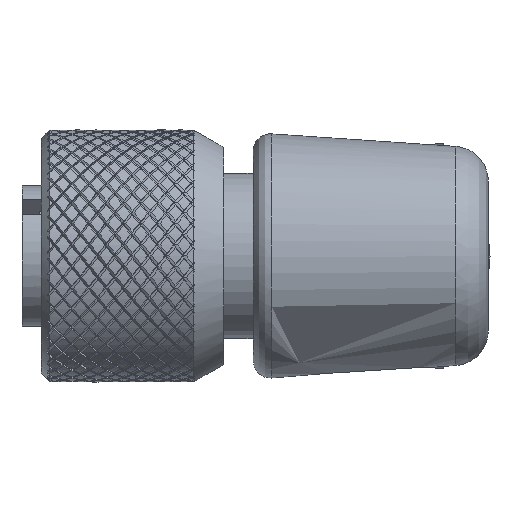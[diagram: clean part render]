
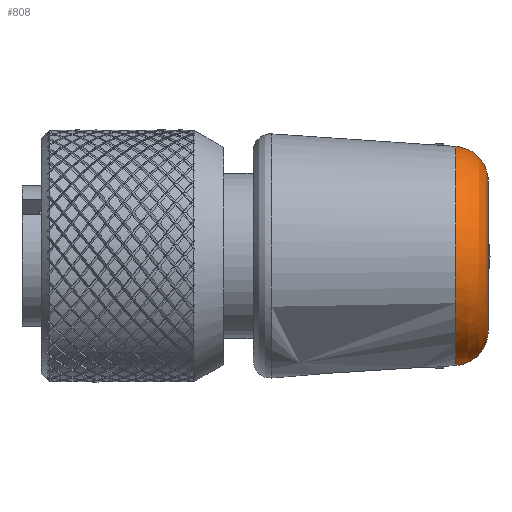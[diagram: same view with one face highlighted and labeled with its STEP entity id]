
A CAD part, top view. The second image highlights one B-rep face of the part: STEP entity #808.
In plain terms, the highlighted free-form (B-spline) face has degree [2, 2] with [3, 9] control points.
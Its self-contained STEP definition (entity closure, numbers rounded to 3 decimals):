
#540=CARTESIAN_POINT('',(13.53,-4.311,0.));
#541=VERTEX_POINT('',#540);
#548=CARTESIAN_POINT('',(11.666,-6.306,0.));
#549=VERTEX_POINT('',#548);
#550=CARTESIAN_POINT('',(13.53,-4.311,0.));
#551=CARTESIAN_POINT('',(13.524,-5.369,0.));
#552=CARTESIAN_POINT('',(12.706,-6.233,0.));
#553=CARTESIAN_POINT('',(11.666,-6.302,0.));
#554=B_SPLINE_CURVE_WITH_KNOTS('',3,(#550,#551,#552,#553),.UNSPECIFIED.,.F.,.U.,(4,4),(0.003,0.959),.UNSPECIFIED.);
#555=EDGE_CURVE('',#541,#549,#554,.T.);
#625=CARTESIAN_POINT('',(11.666,6.307,0.));
#626=VERTEX_POINT('',#625);
#633=CARTESIAN_POINT('',(13.53,4.311,0.));
#634=VERTEX_POINT('',#633);
#635=CARTESIAN_POINT('',(11.666,6.302,0.));
#636=CARTESIAN_POINT('',(12.707,6.232,0.));
#637=CARTESIAN_POINT('',(13.524,5.369,0.));
#638=CARTESIAN_POINT('',(13.53,4.311,0.));
#639=B_SPLINE_CURVE_WITH_KNOTS('',3,(#635,#636,#637,#638),.UNSPECIFIED.,.F.,.U.,(4,4),(0.003,0.959),.UNSPECIFIED.);
#640=EDGE_CURVE('',#626,#634,#639,.T.);
#760=CARTESIAN_POINT('',(13.53,4.311,0.));
#761=CARTESIAN_POINT('',(13.53,4.311,4.311));
#762=CARTESIAN_POINT('',(13.53,0.,4.311));
#763=CARTESIAN_POINT('',(13.53,-4.311,4.311));
#764=CARTESIAN_POINT('',(13.53,-4.311,0.));
#765=CARTESIAN_POINT('',(13.53,-4.311,-4.311));
#766=CARTESIAN_POINT('',(13.53,0.,-4.311));
#767=CARTESIAN_POINT('',(13.53,4.311,-4.311));
#768=CARTESIAN_POINT('',(13.53,4.311,0.));
#769=CARTESIAN_POINT('',(13.53,6.18,0.));
#770=CARTESIAN_POINT('',(13.53,6.18,6.18));
#771=CARTESIAN_POINT('',(13.53,0.,6.18));
#772=CARTESIAN_POINT('',(13.53,-6.18,6.18));
#773=CARTESIAN_POINT('',(13.53,-6.18,0.));
#774=CARTESIAN_POINT('',(13.53,-6.18,-6.18));
#775=CARTESIAN_POINT('',(13.53,0.,-6.18));
#776=CARTESIAN_POINT('',(13.53,6.18,-6.18));
#777=CARTESIAN_POINT('',(13.53,6.18,0.));
#778=CARTESIAN_POINT('',(11.666,6.307,0.));
#779=CARTESIAN_POINT('',(11.666,6.307,6.307));
#780=CARTESIAN_POINT('',(11.666,0.,6.307));
#781=CARTESIAN_POINT('',(11.666,-6.307,6.307));
#782=CARTESIAN_POINT('',(11.666,-6.307,0.));
#783=CARTESIAN_POINT('',(11.666,-6.307,-6.307));
#784=CARTESIAN_POINT('',(11.666,0.,-6.307));
#785=CARTESIAN_POINT('',(11.666,6.307,-6.307));
#786=CARTESIAN_POINT('',(11.666,6.307,0.));
#787=(BOUNDED_SURFACE()B_SPLINE_SURFACE(2,2,((#760,#761,#762,#763,#764,#765,#766,#767,#768),(#769,#770,#771,#772,#773,#774,#775,#776,#777),(#778,#779,#780,#781,#782,#783,#784,#785,#786)),.UNSPECIFIED.,.F.,.T.,.U.)B_SPLINE_SURFACE_WITH_KNOTS((3,3),(3,2,2,2,3),(0.,3.737),(0.,12.36,24.72,37.08,49.44),.UNSPECIFIED.)GEOMETRIC_REPRESENTATION_ITEM()RATIONAL_B_SPLINE_SURFACE(((1.,0.707,1.,0.707,1.,0.707,1.,0.707,1.),(0.731,0.517,0.731,0.517,0.731,0.517,0.731,0.517,0.731),(1.,0.707,1.,0.707,1.,0.707,1.,0.707,1.)))REPRESENTATION_ITEM('')SURFACE());
#788=CARTESIAN_POINT('',(11.666,6.307,0.));
#789=CARTESIAN_POINT('',(11.666,6.307,6.307));
#790=CARTESIAN_POINT('',(11.666,0.,6.307));
#791=CARTESIAN_POINT('',(11.666,-6.307,6.307));
#792=CARTESIAN_POINT('',(11.666,-6.307,0.));
#793=(BOUNDED_CURVE()B_SPLINE_CURVE(2,(#788,#789,#790,#791,#792),.CIRCULAR_ARC.,.F.,.U.)B_SPLINE_CURVE_WITH_KNOTS((3,2,3),(0.5,0.75,1.),.UNSPECIFIED.)CURVE()GEOMETRIC_REPRESENTATION_ITEM()RATIONAL_B_SPLINE_CURVE((1.,0.707,1.,0.707,1.))REPRESENTATION_ITEM(''));
#794=EDGE_CURVE('',#626,#549,#793,.T.);
#795=ORIENTED_EDGE('',*,*,#794,.T.);
#796=ORIENTED_EDGE('',*,*,#555,.F.);
#797=CARTESIAN_POINT('',(13.53,-4.311,0.));
#798=CARTESIAN_POINT('',(13.53,-4.311,4.311));
#799=CARTESIAN_POINT('',(13.53,0.,4.311));
#800=CARTESIAN_POINT('',(13.53,4.311,4.311));
#801=CARTESIAN_POINT('',(13.53,4.311,0.));
#802=(BOUNDED_CURVE()B_SPLINE_CURVE(2,(#797,#798,#799,#800,#801),.CIRCULAR_ARC.,.F.,.U.)B_SPLINE_CURVE_WITH_KNOTS((3,2,3),(0.,0.25,0.5),.UNSPECIFIED.)CURVE()GEOMETRIC_REPRESENTATION_ITEM()RATIONAL_B_SPLINE_CURVE((1.,0.707,1.,0.707,1.))REPRESENTATION_ITEM(''));
#803=EDGE_CURVE('',#541,#634,#802,.T.);
#804=ORIENTED_EDGE('',*,*,#803,.T.);
#805=ORIENTED_EDGE('',*,*,#640,.F.);
#806=EDGE_LOOP('',(#795,#796,#804,#805));
#807=FACE_OUTER_BOUND('',#806,.T.);
#808=ADVANCED_FACE('',(#807),#787,.T.);
